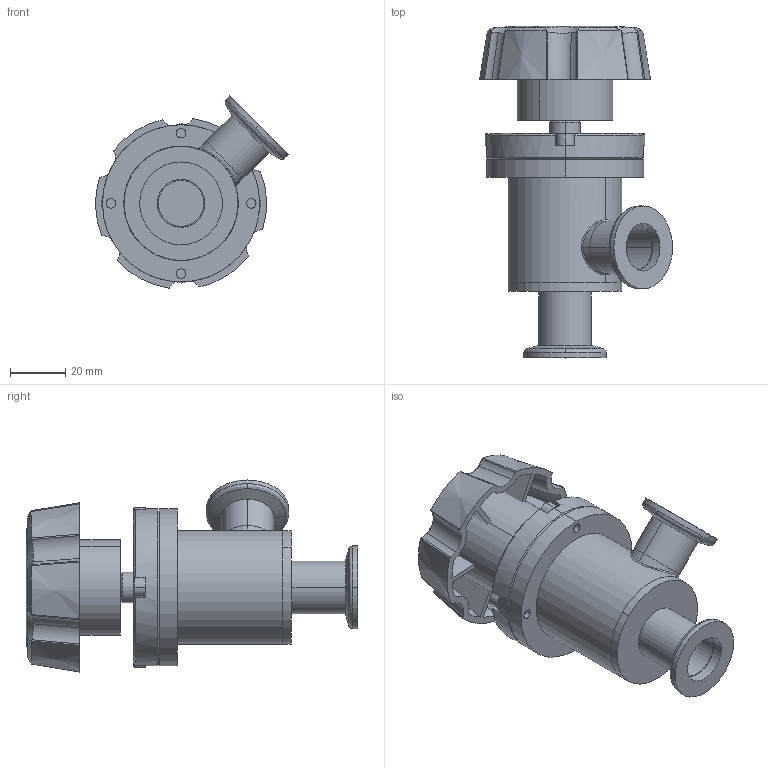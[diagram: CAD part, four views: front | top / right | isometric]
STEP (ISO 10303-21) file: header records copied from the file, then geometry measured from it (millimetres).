
FILE_DESCRIPTION (( 'STEP AP214' ), '1' );
FILE_NAME ('ESV-S02100.STEP', '2021-08-25T14:52:50', ( '' ), ( '' ), 'SwSTEP 2.0', 'SolidWorks 2020', '' );
FILE_SCHEMA (( 'AUTOMOTIVE_DESIGN' ));
Length unit declared in the file: inch
Products named in the file (13): 9551-00832-5; ESV-075-12; Tubing for side port; NW-16B-075; OR-2-030V; ESV-S02100; ESV-075-11; Tubing for bottom port; ESV-S02-10-NWB; OR-2-121V; ESV-075-13; ESV-S02-10; ESV-075-40
Assembly tree (16 placements, depth 4):
  ESV-S02100
    ESV-S02-10-NWB
      ESV-S02-10
        ESV-075-12
        ESV-075-11
        ESV-075-13
        Tubing for side port
        Tubing for bottom port
      NW-16B-075  x2
    ESV-075-40
    OR-2-030V
    OR-2-121V
    9551-00832-5  x4
Bounding box: 69.84 x 120.13 x 69.53 mm (x, y, z)
Volume: 103820.2 mm3; surface area: 118069.9 mm2
Topology: 21 solids, 21 shells, 1062 faces, 2341 edges, 1353 vertices
Faces by surface type: cone 480, cylinder 361, plane 175, torus 25, bspline 21
Entity records: 28670 total; most frequent: CARTESIAN_POINT 7351, DIRECTION 3166, ORIENTED_EDGE 3014, EDGE_CURVE 1507, AXIS2_PLACEMENT_3D 1291, VERTEX_POINT 904, EDGE_LOOP 727, FACE_OUTER_BOUND 660
